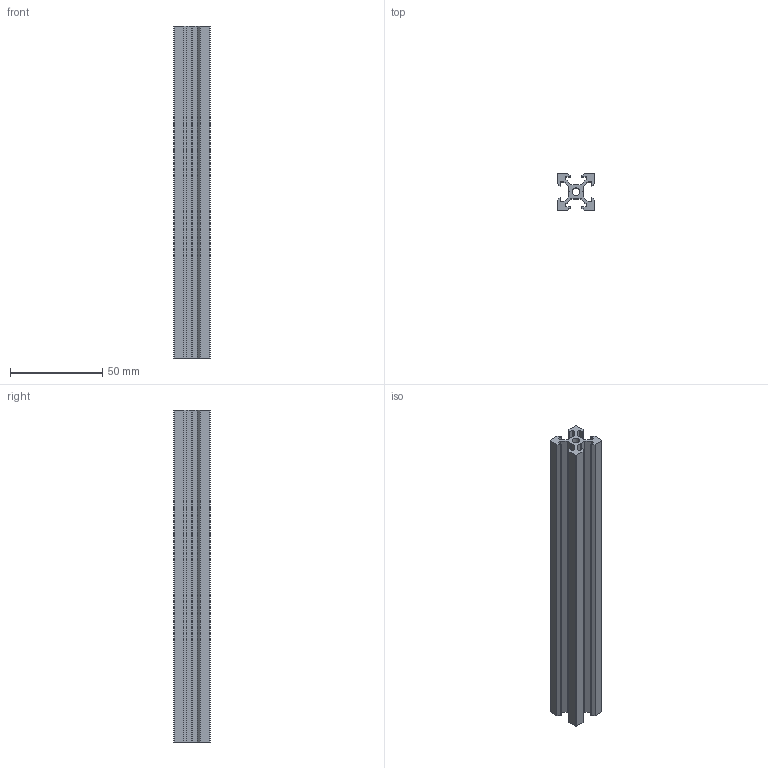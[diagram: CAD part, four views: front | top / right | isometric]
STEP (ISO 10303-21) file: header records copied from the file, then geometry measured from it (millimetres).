
FILE_DESCRIPTION(('FreeCAD Model'),'2;1');
FILE_NAME('V-Slot 20x20x180mm.step', '2020-08-12T21:59:20',('Author'),(''), 'Open CASCADE STEP processor 7.3','FreeCAD','Unknown');
FILE_SCHEMA(('AUTOMOTIVE_DESIGN { 1 0 10303 214 1 1 1 1 }'));
Length unit declared in the file: millimetre
Products named in the file (1): Common
Bounding box: 20 x 20 x 180 mm (x, y, z)
Volume: 30852.5 mm3; surface area: 29240.9 mm2
Topology: 1 solids, 1 shells, 72 faces, 210 edges, 140 vertices
Faces by surface type: plane 66, cylinder 6
Entity records: 5489 total; most frequent: CARTESIAN_POINT 1013, DIRECTION 653, LINE 478, VECTOR 478, ORIENTED_EDGE 420, PCURVE 420, DEFINITIONAL_REPRESENTATION 420, EDGE_CURVE 210
